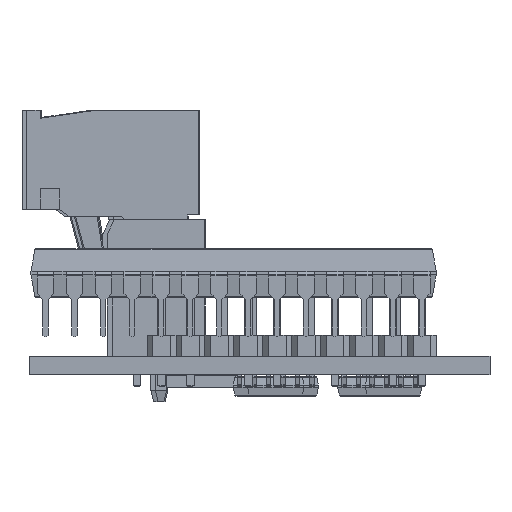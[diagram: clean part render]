
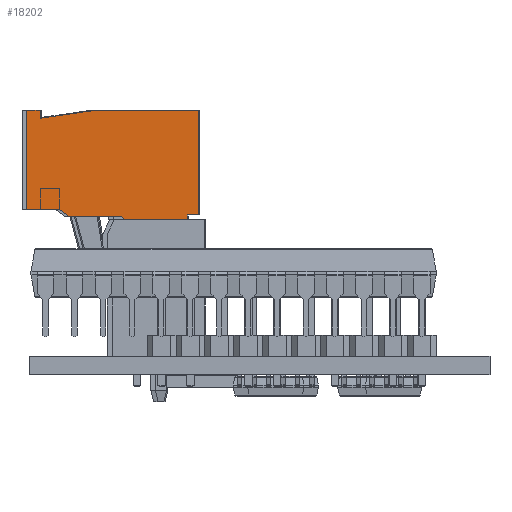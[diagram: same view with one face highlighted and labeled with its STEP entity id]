
A CAD part, front view. The second image highlights one B-rep face of the part: STEP entity #18202.
In plain terms, the highlighted face is planar.
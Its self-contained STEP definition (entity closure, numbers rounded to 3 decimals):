
#17462 = VERTEX_POINT('',#17463);
#17463 = CARTESIAN_POINT('',(7.55,0.6,8.95));
#17469 = EDGE_CURVE('',#17462,#17470,#17472,.T.);
#17470 = VERTEX_POINT('',#17471);
#17471 = CARTESIAN_POINT('',(7.55,0.6,11.85));
#17472 = LINE('',#17473,#17474);
#17473 = CARTESIAN_POINT('',(7.55,0.6,11.85));
#17474 = VECTOR('',#17475,1.);
#17475 = DIRECTION('',(0.,0.,1.));
#17623 = EDGE_CURVE('',#17624,#17470,#17626,.T.);
#17624 = VERTEX_POINT('',#17625);
#17625 = CARTESIAN_POINT('',(7.55,9.3,11.85));
#17626 = LINE('',#17627,#17628);
#17627 = CARTESIAN_POINT('',(7.55,9.3,11.85));
#17628 = VECTOR('',#17629,1.);
#17629 = DIRECTION('',(0.,-1.,0.));
#17679 = VERTEX_POINT('',#17680);
#17680 = CARTESIAN_POINT('',(7.55,9.3,5.65));
#17688 = EDGE_CURVE('',#17689,#17679,#17691,.T.);
#17689 = VERTEX_POINT('',#17690);
#17690 = CARTESIAN_POINT('',(7.55,9.3,-3.25));
#17691 = LINE('',#17692,#17693);
#17692 = CARTESIAN_POINT('',(7.55,9.3,-3.25));
#17693 = VECTOR('',#17694,1.);
#17694 = DIRECTION('',(0.,0.,1.));
#17838 = EDGE_CURVE('',#17839,#17689,#17841,.T.);
#17839 = VERTEX_POINT('',#17840);
#17840 = CARTESIAN_POINT('',(7.55,0.1,-3.25));
#17841 = LINE('',#17842,#17843);
#17842 = CARTESIAN_POINT('',(7.55,-8.9,-3.25));
#17843 = VECTOR('',#17844,1.);
#17844 = DIRECTION('',(0.,1.,0.));
#17860 = EDGE_CURVE('',#17861,#17863,#17865,.T.);
#17861 = VERTEX_POINT('',#17862);
#17862 = CARTESIAN_POINT('',(7.55,-0.3,3.25));
#17863 = VERTEX_POINT('',#17864);
#17864 = CARTESIAN_POINT('',(7.55,-0.3,-2.25));
#17865 = LINE('',#17866,#17867);
#17866 = CARTESIAN_POINT('',(7.55,-0.3,0.906));
#17867 = VECTOR('',#17868,1.);
#17868 = DIRECTION('',(0.,0.,-1.));
#18146 = VERTEX_POINT('',#18147);
#18147 = CARTESIAN_POINT('',(7.55,0.,3.55));
#18153 = EDGE_CURVE('',#18154,#18146,#18156,.T.);
#18154 = VERTEX_POINT('',#18155);
#18155 = CARTESIAN_POINT('',(7.55,0.,8.15));
#18156 = LINE('',#18157,#18158);
#18157 = CARTESIAN_POINT('',(7.55,0.,11.85));
#18158 = VECTOR('',#18159,1.);
#18159 = DIRECTION('',(0.,0.,-1.));
#18202 = ADVANCED_FACE('',(#18203),#18259,.F.);
#18203 = FACE_BOUND('',#18204,.T.);
#18204 = EDGE_LOOP('',(#18205,#18206,#18212,#18213,#18221,#18227,#18228,
    #18229,#18237,#18245,#18251,#18252,#18253));
#18205 = ORIENTED_EDGE('',*,*,#18153,.T.);
#18206 = ORIENTED_EDGE('',*,*,#18207,.F.);
#18207 = EDGE_CURVE('',#17861,#18146,#18208,.T.);
#18208 = LINE('',#18209,#18210);
#18209 = CARTESIAN_POINT('',(7.55,-0.3,3.25));
#18210 = VECTOR('',#18211,1.);
#18211 = DIRECTION('',(0.,0.707,0.707));
#18212 = ORIENTED_EDGE('',*,*,#17860,.T.);
#18213 = ORIENTED_EDGE('',*,*,#18214,.F.);
#18214 = EDGE_CURVE('',#18215,#17863,#18217,.T.);
#18215 = VERTEX_POINT('',#18216);
#18216 = CARTESIAN_POINT('',(7.55,0.1,-2.25));
#18217 = LINE('',#18218,#18219);
#18218 = CARTESIAN_POINT('',(7.55,0.,-2.25));
#18219 = VECTOR('',#18220,1.);
#18220 = DIRECTION('',(0.,-1.,0.));
#18221 = ORIENTED_EDGE('',*,*,#18222,.F.);
#18222 = EDGE_CURVE('',#17839,#18215,#18223,.T.);
#18223 = LINE('',#18224,#18225);
#18224 = CARTESIAN_POINT('',(7.55,0.1,0.));
#18225 = VECTOR('',#18226,1.);
#18226 = DIRECTION('',(0.,0.,1.));
#18227 = ORIENTED_EDGE('',*,*,#17838,.T.);
#18228 = ORIENTED_EDGE('',*,*,#17688,.T.);
#18229 = ORIENTED_EDGE('',*,*,#18230,.F.);
#18230 = EDGE_CURVE('',#18231,#17679,#18233,.T.);
#18231 = VERTEX_POINT('',#18232);
#18232 = CARTESIAN_POINT('',(7.55,8.597,10.65));
#18233 = LINE('',#18234,#18235);
#18234 = CARTESIAN_POINT('',(7.55,8.597,10.65));
#18235 = VECTOR('',#18236,1.);
#18236 = DIRECTION('',(0.,0.139,-0.99));
#18237 = ORIENTED_EDGE('',*,*,#18238,.F.);
#18238 = EDGE_CURVE('',#18239,#18231,#18241,.T.);
#18239 = VERTEX_POINT('',#18240);
#18240 = CARTESIAN_POINT('',(7.55,9.3,10.65));
#18241 = LINE('',#18242,#18243);
#18242 = CARTESIAN_POINT('',(7.55,8.597,10.65));
#18243 = VECTOR('',#18244,1.);
#18244 = DIRECTION('',(0.,-1.,0.));
#18245 = ORIENTED_EDGE('',*,*,#18246,.F.);
#18246 = EDGE_CURVE('',#17624,#18239,#18247,.T.);
#18247 = LINE('',#18248,#18249);
#18248 = CARTESIAN_POINT('',(7.55,9.3,0.));
#18249 = VECTOR('',#18250,1.);
#18250 = DIRECTION('',(0.,0.,-1.));
#18251 = ORIENTED_EDGE('',*,*,#17623,.T.);
#18252 = ORIENTED_EDGE('',*,*,#17469,.F.);
#18253 = ORIENTED_EDGE('',*,*,#18254,.F.);
#18254 = EDGE_CURVE('',#18154,#17462,#18255,.T.);
#18255 = LINE('',#18256,#18257);
#18256 = CARTESIAN_POINT('',(7.55,0.,8.15));
#18257 = VECTOR('',#18258,1.);
#18258 = DIRECTION('',(0.,0.6,0.8));
#18259 = PLANE('',#18260);
#18260 = AXIS2_PLACEMENT_3D('',#18261,#18262,#18263);
#18261 = CARTESIAN_POINT('',(7.55,0.,0.));
#18262 = DIRECTION('',(-1.,0.,0.));
#18263 = DIRECTION('',(0.,0.,1.));
